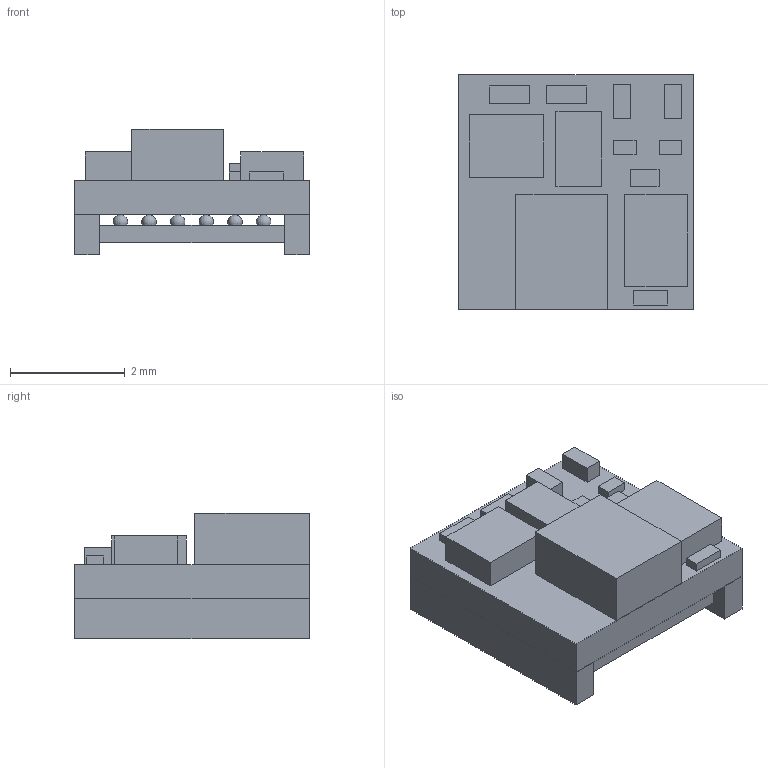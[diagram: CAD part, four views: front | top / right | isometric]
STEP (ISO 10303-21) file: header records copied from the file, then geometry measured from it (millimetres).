
FILE_DESCRIPTION(/* description */ ('Unknown'),/* implementation_level */ '2;1');
FILE_NAME(/* name */ '2613021137000',/* time_stamp */ '2020-02-21T09:30:13+01:00',/* author */ ('Unknown'),/* organization */ ('Unknown'),/* preprocessor_version */ 'ST-DEVELOPER v16.7',/* originating_system */ 'DEX',/* authorisation */ $);
FILE_SCHEMA (('AUTOMOTIVE_DESIGN {1 0 10303 214 3 1 1}'));
Length unit declared in the file: millimetre
Products named in the file (5): 2613021137000; components; INT_Cut_2; INT_Cut_1; PCB
Assembly tree (4 placements, depth 2):
  2613021137000
    components
    INT_Cut_2
    INT_Cut_1
    PCB
Bounding box: 4.1 x 4.1 x 2.2 mm (x, y, z)
Volume: 21.6 mm3; surface area: 127.9 mm2
Topology: 16 solids, 16 shells, 167 faces, 393 edges, 274 vertices
Faces by surface type: plane 116, sphere 36, cylinder 15
Full cylindrical faces by diameter (mm): 0.3 x15
Entity records: 4085 total; most frequent: DIRECTION 680, CARTESIAN_POINT 644, ORIENTED_EDGE 540, EDGE_CURVE 270, AXIS2_PLACEMENT_3D 238, EDGE_LOOP 234, FACE_BOUND 234, LINE 204
